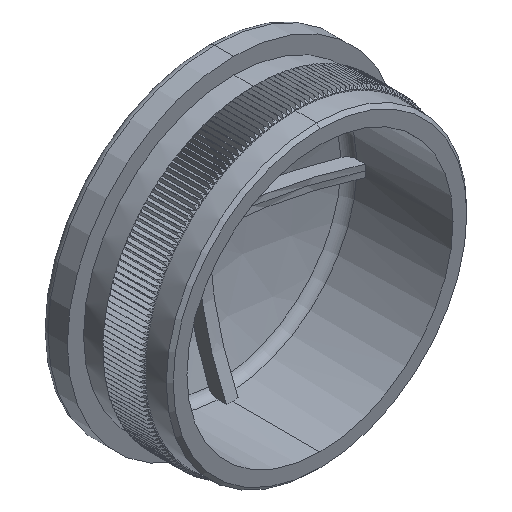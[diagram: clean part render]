
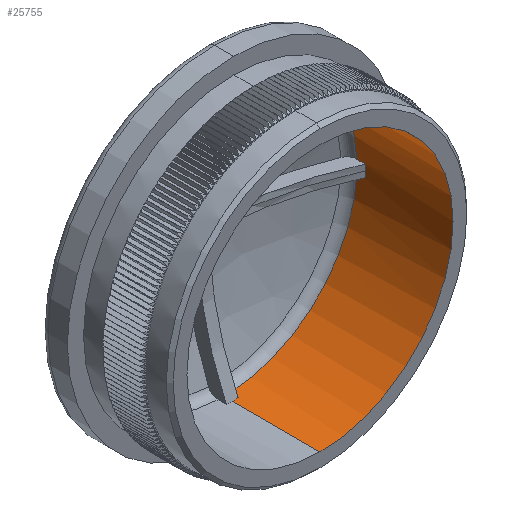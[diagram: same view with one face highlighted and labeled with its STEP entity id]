
A CAD part, isometric view. The second image highlights one B-rep face of the part: STEP entity #25755.
In plain terms, the highlighted cylindrical face has radius 19.3 mm (diameter 38.6 mm), a partial arc.
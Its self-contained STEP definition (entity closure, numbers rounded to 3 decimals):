
#689 = VECTOR ( 'NONE', #49597, 1000. ) ;
#1483 = ORIENTED_EDGE ( 'NONE', *, *, #55489, .T. ) ;
#2601 = CIRCLE ( 'NONE', #29209, 19.3 ) ;
#2997 = DIRECTION ( 'NONE',  ( 0., -1., 0. ) ) ;
#3641 = EDGE_CURVE ( 'NONE', #21471, #23823, #37840, .T. ) ;
#6325 = ORIENTED_EDGE ( 'NONE', *, *, #31932, .T. ) ;
#7205 = CARTESIAN_POINT ( 'NONE',  ( 0., 13.935, 0. ) ) ;
#7487 = ORIENTED_EDGE ( 'NONE', *, *, #48828, .T. ) ;
#7826 = CARTESIAN_POINT ( 'NONE',  ( 0., 12.733, 0. ) ) ;
#7947 = DIRECTION ( 'NONE',  ( 0., 0., -1. ) ) ;
#8670 = AXIS2_PLACEMENT_3D ( 'NONE', #47037, #25836, #20855 ) ;
#8761 = EDGE_CURVE ( 'NONE', #53472, #38296, #31988, .T. ) ;
#9818 = AXIS2_PLACEMENT_3D ( 'NONE', #48812, #57081, #21880 ) ;
#9996 = CARTESIAN_POINT ( 'NONE',  ( 0.85, 12.733, -19.281 ) ) ;
#10194 = VERTEX_POINT ( 'NONE', #45716 ) ;
#10205 = CARTESIAN_POINT ( 'NONE',  ( 0., 0., 19.3 ) ) ;
#12019 = AXIS2_PLACEMENT_3D ( 'NONE', #23986, #54393, #28005 ) ;
#12578 = CIRCLE ( 'NONE', #19907, 19.3 ) ;
#16223 = DIRECTION ( 'NONE',  ( 0., 0., -1. ) ) ;
#16356 = CIRCLE ( 'NONE', #8670, 19.3 ) ;
#16462 = FACE_OUTER_BOUND ( 'NONE', #52733, .T. ) ;
#16495 = AXIS2_PLACEMENT_3D ( 'NONE', #34653, #39111, #7947 ) ;
#16883 = DIRECTION ( 'NONE',  ( 0., -1., 0. ) ) ;
#17373 = VECTOR ( 'NONE', #2997, 1000. ) ;
#17860 = CYLINDRICAL_SURFACE ( 'NONE', #24428, 19.3 ) ;
#18373 = CARTESIAN_POINT ( 'NONE',  ( 0.85, 13.935, -19.281 ) ) ;
#18636 = VERTEX_POINT ( 'NONE', #38869 ) ;
#19319 = EDGE_CURVE ( 'NONE', #18636, #23823, #37346, .T. ) ;
#19779 = CARTESIAN_POINT ( 'NONE',  ( 0.85, 13.935, 19.281 ) ) ;
#19821 = ORIENTED_EDGE ( 'NONE', *, *, #8761, .F. ) ;
#19907 = AXIS2_PLACEMENT_3D ( 'NONE', #7205, #38555, #16223 ) ;
#20599 = CARTESIAN_POINT ( 'NONE',  ( 0., 12.733, 19.3 ) ) ;
#20855 = DIRECTION ( 'NONE',  ( 0., 0., -1. ) ) ;
#21160 = CARTESIAN_POINT ( 'NONE',  ( 19.281, 13.935, -0.85 ) ) ;
#21471 = VERTEX_POINT ( 'NONE', #18373 ) ;
#21880 = DIRECTION ( 'NONE',  ( 0., 0., -1. ) ) ;
#21924 = AXIS2_PLACEMENT_3D ( 'NONE', #33488, #37192, #24485 ) ;
#22348 = VERTEX_POINT ( 'NONE', #56847 ) ;
#23823 = VERTEX_POINT ( 'NONE', #9996 ) ;
#23986 = CARTESIAN_POINT ( 'NONE',  ( 0., 12.733, 0. ) ) ;
#24428 = AXIS2_PLACEMENT_3D ( 'NONE', #56510, #16883, #34542 ) ;
#24466 = CARTESIAN_POINT ( 'NONE',  ( 0., 18.97, -19.3 ) ) ;
#24485 = DIRECTION ( 'NONE',  ( 0., 0., -1. ) ) ;
#24876 = ORIENTED_EDGE ( 'NONE', *, *, #50422, .F. ) ;
#25755 = ADVANCED_FACE ( 'NONE', ( #16462 ), #17860, .F. ) ;
#25836 = DIRECTION ( 'NONE',  ( 0., -1., 0. ) ) ;
#26290 = EDGE_CURVE ( 'NONE', #32915, #22348, #27426, .T. ) ;
#26605 = EDGE_CURVE ( 'NONE', #38296, #45106, #2601, .T. ) ;
#26887 = CARTESIAN_POINT ( 'NONE',  ( 19.281, 21.971, 0.85 ) ) ;
#27209 = ORIENTED_EDGE ( 'NONE', *, *, #33159, .F. ) ;
#27426 = LINE ( 'NONE', #26887, #40518 ) ;
#27641 = DIRECTION ( 'NONE',  ( 0., -1., 0. ) ) ;
#28005 = DIRECTION ( 'NONE',  ( 0., 0., -1. ) ) ;
#28381 = EDGE_CURVE ( 'NONE', #45106, #22348, #16356, .T. ) ;
#28469 = VECTOR ( 'NONE', #50477, 1000. ) ;
#29209 = AXIS2_PLACEMENT_3D ( 'NONE', #7826, #33964, #29911 ) ;
#29339 = CARTESIAN_POINT ( 'NONE',  ( 19.281, 13.935, 0.85 ) ) ;
#29911 = DIRECTION ( 'NONE',  ( 0., 0., -1. ) ) ;
#31088 = ORIENTED_EDGE ( 'NONE', *, *, #54633, .F. ) ;
#31233 = LINE ( 'NONE', #24466, #28469 ) ;
#31932 = EDGE_CURVE ( 'NONE', #53472, #21471, #12578, .T. ) ;
#31988 = LINE ( 'NONE', #56897, #40926 ) ;
#32915 = VERTEX_POINT ( 'NONE', #29339 ) ;
#33159 = EDGE_CURVE ( 'NONE', #54631, #10194, #54398, .T. ) ;
#33488 = CARTESIAN_POINT ( 'NONE',  ( 0., 12.733, 0. ) ) ;
#33964 = DIRECTION ( 'NONE',  ( 0., -1., 0. ) ) ;
#34542 = DIRECTION ( 'NONE',  ( 0., 0., -1. ) ) ;
#34653 = CARTESIAN_POINT ( 'NONE',  ( 0., 13.935, 0. ) ) ;
#36656 = CARTESIAN_POINT ( 'NONE',  ( 0.85, 21.971, 19.281 ) ) ;
#36693 = ORIENTED_EDGE ( 'NONE', *, *, #28381, .F. ) ;
#37192 = DIRECTION ( 'NONE',  ( 0., -1., 0. ) ) ;
#37346 = CIRCLE ( 'NONE', #21924, 19.3 ) ;
#37350 = CARTESIAN_POINT ( 'NONE',  ( 0.85, 21.971, -19.281 ) ) ;
#37388 = ORIENTED_EDGE ( 'NONE', *, *, #3641, .T. ) ;
#37840 = LINE ( 'NONE', #37350, #38574 ) ;
#38219 = CARTESIAN_POINT ( 'NONE',  ( 0., 18.97, 19.3 ) ) ;
#38296 = VERTEX_POINT ( 'NONE', #44529 ) ;
#38555 = DIRECTION ( 'NONE',  ( 0., 1., 0. ) ) ;
#38574 = VECTOR ( 'NONE', #47728, 1000. ) ;
#38869 = CARTESIAN_POINT ( 'NONE',  ( 0., 12.733, -19.3 ) ) ;
#39111 = DIRECTION ( 'NONE',  ( 0., 1., 0. ) ) ;
#39463 = CIRCLE ( 'NONE', #16495, 19.3 ) ;
#40226 = VERTEX_POINT ( 'NONE', #20599 ) ;
#40518 = VECTOR ( 'NONE', #27641, 1000. ) ;
#40926 = VECTOR ( 'NONE', #56521, 1000. ) ;
#41893 = ORIENTED_EDGE ( 'NONE', *, *, #19319, .F. ) ;
#42177 = CIRCLE ( 'NONE', #12019, 19.3 ) ;
#44233 = ORIENTED_EDGE ( 'NONE', *, *, #26290, .T. ) ;
#44299 = CIRCLE ( 'NONE', #9818, 19.3 ) ;
#44529 = CARTESIAN_POINT ( 'NONE',  ( 19.281, 12.733, -0.85 ) ) ;
#45106 = VERTEX_POINT ( 'NONE', #51967 ) ;
#45716 = CARTESIAN_POINT ( 'NONE',  ( 0.85, 12.733, 19.281 ) ) ;
#47037 = CARTESIAN_POINT ( 'NONE',  ( 0., 12.733, 0. ) ) ;
#47683 = LINE ( 'NONE', #38219, #17373 ) ;
#47728 = DIRECTION ( 'NONE',  ( 0., -1., 0. ) ) ;
#48812 = CARTESIAN_POINT ( 'NONE',  ( 0., 0., 0. ) ) ;
#48828 = EDGE_CURVE ( 'NONE', #18636, #55604, #31233, .T. ) ;
#49597 = DIRECTION ( 'NONE',  ( 0., -1., 0. ) ) ;
#50183 = ORIENTED_EDGE ( 'NONE', *, *, #54792, .T. ) ;
#50422 = EDGE_CURVE ( 'NONE', #40226, #56805, #47683, .T. ) ;
#50477 = DIRECTION ( 'NONE',  ( 0., -1., 0. ) ) ;
#51967 = CARTESIAN_POINT ( 'NONE',  ( 19.3, 12.733, 0. ) ) ;
#52733 = EDGE_LOOP ( 'NONE', ( #24876, #31088, #27209, #1483, #44233, #36693, #56538, #19821, #6325, #37388, #41893, #7487, #50183 ) ) ;
#52768 = CARTESIAN_POINT ( 'NONE',  ( 0., 0., -19.3 ) ) ;
#53472 = VERTEX_POINT ( 'NONE', #21160 ) ;
#54393 = DIRECTION ( 'NONE',  ( 0., -1., 0. ) ) ;
#54398 = LINE ( 'NONE', #36656, #689 ) ;
#54631 = VERTEX_POINT ( 'NONE', #19779 ) ;
#54633 = EDGE_CURVE ( 'NONE', #10194, #40226, #42177, .T. ) ;
#54792 = EDGE_CURVE ( 'NONE', #55604, #56805, #44299, .T. ) ;
#55489 = EDGE_CURVE ( 'NONE', #54631, #32915, #39463, .T. ) ;
#55604 = VERTEX_POINT ( 'NONE', #52768 ) ;
#56510 = CARTESIAN_POINT ( 'NONE',  ( 0., 18.97, 0. ) ) ;
#56521 = DIRECTION ( 'NONE',  ( 0., -1., 0. ) ) ;
#56538 = ORIENTED_EDGE ( 'NONE', *, *, #26605, .F. ) ;
#56805 = VERTEX_POINT ( 'NONE', #10205 ) ;
#56847 = CARTESIAN_POINT ( 'NONE',  ( 19.281, 12.733, 0.85 ) ) ;
#56897 = CARTESIAN_POINT ( 'NONE',  ( 19.281, 21.971, -0.85 ) ) ;
#57081 = DIRECTION ( 'NONE',  ( 0., -1., 0. ) ) ;
